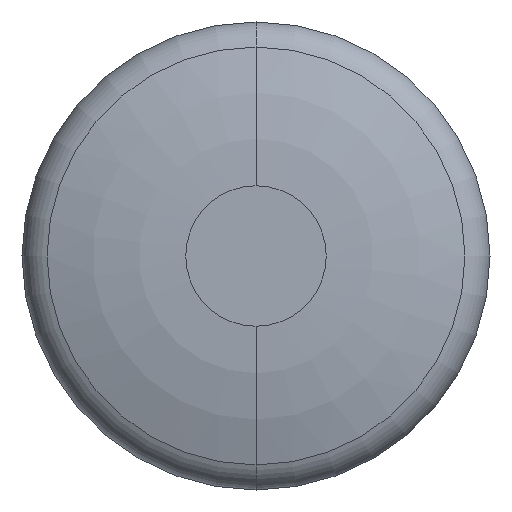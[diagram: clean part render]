
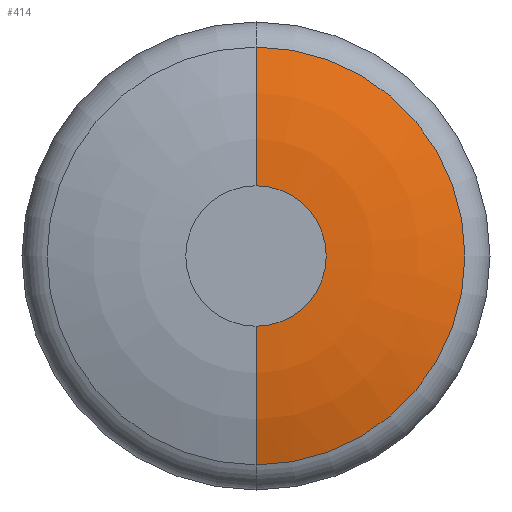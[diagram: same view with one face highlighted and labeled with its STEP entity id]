
A CAD part, front view. The second image highlights one B-rep face of the part: STEP entity #414.
In plain terms, the highlighted toroidal (fillet/blend) face has major radius 2.857 mm and minor radius 17.145 mm.
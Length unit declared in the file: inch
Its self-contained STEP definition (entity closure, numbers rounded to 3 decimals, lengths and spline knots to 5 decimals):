
#8 = EDGE_CURVE ( 'NONE', #409, #135, #220, .T. ) ;
#10 = AXIS2_PLACEMENT_3D ( 'NONE', #449, #110, #114 ) ;
#20 = DIRECTION ( 'NONE',  ( 1., 0., 0. ) ) ;
#25 = ORIENTED_EDGE ( 'NONE', *, *, #120, .F. ) ;
#46 = CARTESIAN_POINT ( 'NONE',  ( 0., 0.03764, 0.33476 ) ) ;
#58 = AXIS2_PLACEMENT_3D ( 'NONE', #361, #20, #193 ) ;
#62 = EDGE_CURVE ( 'NONE', #295, #135, #201, .T. ) ;
#67 = CARTESIAN_POINT ( 'NONE',  ( 0., 0., 0. ) ) ;
#76 = VERTEX_POINT ( 'NONE', #157 ) ;
#77 = AXIS2_PLACEMENT_3D ( 'NONE', #353, #350, #391 ) ;
#106 = DIRECTION ( 'NONE',  ( 0., 0., -1. ) ) ;
#110 = DIRECTION ( 'NONE',  ( 0., -1., 0. ) ) ;
#114 = DIRECTION ( 'NONE',  ( 0., 0., -1. ) ) ;
#116 = CARTESIAN_POINT ( 'NONE',  ( 0., 0.675, -0.1125 ) ) ;
#120 = EDGE_CURVE ( 'NONE', #76, #409, #307, .T. ) ;
#135 = VERTEX_POINT ( 'NONE', #466 ) ;
#151 = CARTESIAN_POINT ( 'NONE',  ( 0., 0., -0.1125 ) ) ;
#156 = EDGE_CURVE ( 'NONE', #76, #295, #362, .T. ) ;
#157 = CARTESIAN_POINT ( 'NONE',  ( 0., 0.03764, -0.33476 ) ) ;
#175 = DIRECTION ( 'NONE',  ( 0., -1., 0. ) ) ;
#184 = EDGE_LOOP ( 'NONE', ( #416, #367, #445, #25 ) ) ;
#193 = DIRECTION ( 'NONE',  ( 0., 0., -1. ) ) ;
#201 = CIRCLE ( 'NONE', #58, 0.675 ) ;
#220 = CIRCLE ( 'NONE', #399, 0.1125 ) ;
#295 = VERTEX_POINT ( 'NONE', #46 ) ;
#307 = CIRCLE ( 'NONE', #412, 0.675 ) ;
#312 = TOROIDAL_SURFACE ( 'NONE', #10, 0.1125, 0.675 ) ;
#347 = DIRECTION ( 'NONE',  ( -1., 0., 0. ) ) ;
#350 = DIRECTION ( 'NONE',  ( 0., -1., 0. ) ) ;
#353 = CARTESIAN_POINT ( 'NONE',  ( 0., 0.03764, 0. ) ) ;
#357 = DIRECTION ( 'NONE',  ( 0., 0., 1. ) ) ;
#361 = CARTESIAN_POINT ( 'NONE',  ( 0., 0.675, 0.1125 ) ) ;
#362 = CIRCLE ( 'NONE', #77, 0.33476 ) ;
#367 = ORIENTED_EDGE ( 'NONE', *, *, #62, .T. ) ;
#391 = DIRECTION ( 'NONE',  ( 0., 0., -1. ) ) ;
#399 = AXIS2_PLACEMENT_3D ( 'NONE', #67, #175, #106 ) ;
#409 = VERTEX_POINT ( 'NONE', #151 ) ;
#412 = AXIS2_PLACEMENT_3D ( 'NONE', #116, #347, #357 ) ;
#414 = ADVANCED_FACE ( 'NONE', ( #453 ), #312, .T. ) ;
#416 = ORIENTED_EDGE ( 'NONE', *, *, #156, .T. ) ;
#445 = ORIENTED_EDGE ( 'NONE', *, *, #8, .F. ) ;
#449 = CARTESIAN_POINT ( 'NONE',  ( 0., 0.675, 0. ) ) ;
#453 = FACE_OUTER_BOUND ( 'NONE', #184, .T. ) ;
#466 = CARTESIAN_POINT ( 'NONE',  ( 0., 0., 0.1125 ) ) ;
